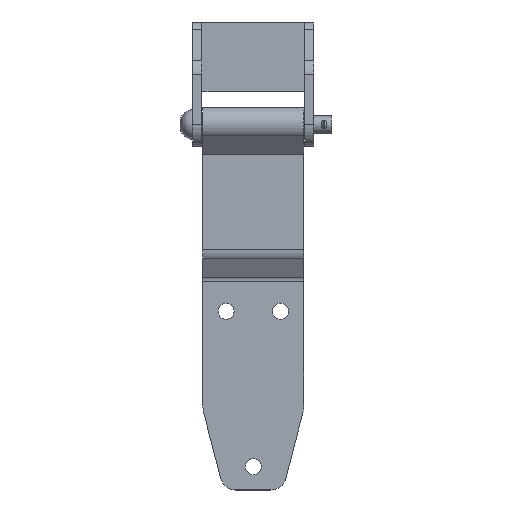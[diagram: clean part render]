
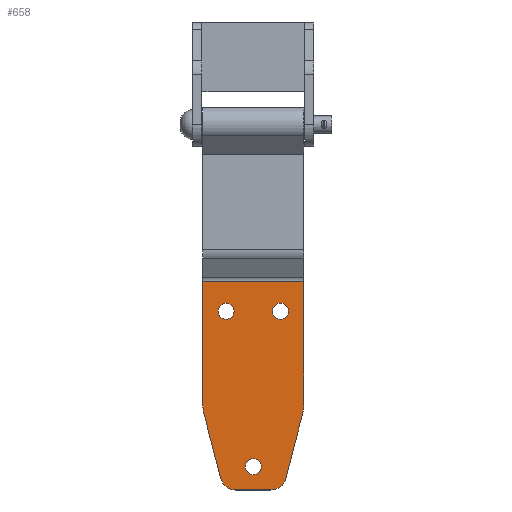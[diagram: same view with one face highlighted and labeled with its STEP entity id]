
A CAD part, top view. The second image highlights one B-rep face of the part: STEP entity #658.
In plain terms, the highlighted face is planar.
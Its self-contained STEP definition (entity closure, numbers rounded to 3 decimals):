
#140 = VERTEX_POINT ( 'NONE', #3324 ) ;
#142 = VERTEX_POINT ( 'NONE', #3323 ) ;
#370 = EDGE_CURVE ( 'NONE', #385, #383, #2751, .T. ) ;
#383 = VERTEX_POINT ( 'NONE', #2578 ) ;
#385 = VERTEX_POINT ( 'NONE', #2577 ) ;
#391 = EDGE_CURVE ( 'NONE', #392, #393, #2564, .T. ) ;
#392 = VERTEX_POINT ( 'NONE', #2560 ) ;
#393 = VERTEX_POINT ( 'NONE', #2559 ) ;
#397 = EDGE_CURVE ( 'NONE', #530, #398, #2656, .T. ) ;
#398 = VERTEX_POINT ( 'NONE', #2651 ) ;
#440 = EDGE_CURVE ( 'NONE', #392, #385, #2733, .T. ) ;
#442 = ORIENTED_EDGE ( 'NONE', *, *, #559, .F. ) ;
#443 = EDGE_LOOP ( 'NONE', ( #645, #649, #651, #652, #653, #654, #686, #498, #501, #485 ) ) ;
#484 = EDGE_CURVE ( 'NONE', #502, #500, #2863, .T. ) ;
#485 = ORIENTED_EDGE ( 'NONE', *, *, #486, .T. ) ;
#486 = EDGE_CURVE ( 'NONE', #502, #648, #2766, .T. ) ;
#498 = ORIENTED_EDGE ( 'NONE', *, *, #499, .T. ) ;
#499 = EDGE_CURVE ( 'NONE', #688, #500, #2872, .T. ) ;
#500 = VERTEX_POINT ( 'NONE', #2867 ) ;
#501 = ORIENTED_EDGE ( 'NONE', *, *, #484, .F. ) ;
#502 = VERTEX_POINT ( 'NONE', #2858 ) ;
#530 = VERTEX_POINT ( 'NONE', #2923 ) ;
#533 = VERTEX_POINT ( 'NONE', #2987 ) ;
#534 = VERTEX_POINT ( 'NONE', #2986 ) ;
#554 = EDGE_CURVE ( 'NONE', #140, #142, #2994, .T. ) ;
#559 = EDGE_CURVE ( 'NONE', #533, #534, #2969, .T. ) ;
#645 = ORIENTED_EDGE ( 'NONE', *, *, #646, .F. ) ;
#646 = EDGE_CURVE ( 'NONE', #647, #648, #3038, .T. ) ;
#647 = VERTEX_POINT ( 'NONE', #3034 ) ;
#648 = VERTEX_POINT ( 'NONE', #3033 ) ;
#649 = ORIENTED_EDGE ( 'NONE', *, *, #650, .T. ) ;
#650 = EDGE_CURVE ( 'NONE', #647, #393, #3032, .T. ) ;
#651 = ORIENTED_EDGE ( 'NONE', *, *, #391, .F. ) ;
#652 = ORIENTED_EDGE ( 'NONE', *, *, #440, .T. ) ;
#653 = ORIENTED_EDGE ( 'NONE', *, *, #370, .T. ) ;
#654 = ORIENTED_EDGE ( 'NONE', *, *, #685, .T. ) ;
#655 = VERTEX_POINT ( 'NONE', #3027 ) ;
#658 = ADVANCED_FACE ( 'NONE', ( #3022, #3021, #3020, #3019 ), #3018, .F. ) ;
#659 = EDGE_LOOP ( 'NONE', ( #660, #662 ) ) ;
#660 = ORIENTED_EDGE ( 'NONE', *, *, #661, .F. ) ;
#661 = EDGE_CURVE ( 'NONE', #398, #530, #3012, .T. ) ;
#662 = ORIENTED_EDGE ( 'NONE', *, *, #397, .F. ) ;
#663 = EDGE_LOOP ( 'NONE', ( #664, #666 ) ) ;
#664 = ORIENTED_EDGE ( 'NONE', *, *, #665, .F. ) ;
#665 = EDGE_CURVE ( 'NONE', #142, #140, #3123, .T. ) ;
#666 = ORIENTED_EDGE ( 'NONE', *, *, #554, .F. ) ;
#667 = EDGE_LOOP ( 'NONE', ( #668, #442 ) ) ;
#668 = ORIENTED_EDGE ( 'NONE', *, *, #669, .F. ) ;
#669 = EDGE_CURVE ( 'NONE', #534, #533, #3119, .T. ) ;
#685 = EDGE_CURVE ( 'NONE', #383, #655, #3165, .T. ) ;
#686 = ORIENTED_EDGE ( 'NONE', *, *, #687, .F. ) ;
#687 = EDGE_CURVE ( 'NONE', #688, #655, #3160, .T. ) ;
#688 = VERTEX_POINT ( 'NONE', #3196 ) ;
#2559 = CARTESIAN_POINT ( 'NONE',  ( 32.5, -12.5, 179.169 ) ) ;
#2560 = CARTESIAN_POINT ( 'NONE',  ( 32.5, -12.5, 100.867 ) ) ;
#2561 = DIRECTION ( 'NONE',  ( 0., 0., 1. ) ) ;
#2562 = VECTOR ( 'NONE', #2561, 1000. ) ;
#2563 = CARTESIAN_POINT ( 'NONE',  ( 32.5, -12.5, 100.867 ) ) ;
#2564 = LINE ( 'NONE', #2563, #2562 ) ;
#2577 = CARTESIAN_POINT ( 'NONE',  ( -32.5, -12.5, 100.867 ) ) ;
#2578 = CARTESIAN_POINT ( 'NONE',  ( -32.5, -12.5, 179.169 ) ) ;
#2651 = CARTESIAN_POINT ( 'NONE',  ( -17.5, -12.5, 125.15 ) ) ;
#2652 = DIRECTION ( 'NONE',  ( 0., 0., 1. ) ) ;
#2653 = DIRECTION ( 'NONE',  ( 0., 1., 0. ) ) ;
#2654 = CARTESIAN_POINT ( 'NONE',  ( -17.5, -12.5, 120. ) ) ;
#2655 = AXIS2_PLACEMENT_3D ( 'NONE', #2654, #2653, #2652 ) ;
#2656 = CIRCLE ( 'NONE', #2655, 5.15 ) ;
#2730 = DIRECTION ( 'NONE',  ( -1., 0., 0. ) ) ;
#2731 = VECTOR ( 'NONE', #2730, 1000. ) ;
#2732 = CARTESIAN_POINT ( 'NONE',  ( 32.5, -12.5, 100.867 ) ) ;
#2733 = LINE ( 'NONE', #2732, #2731 ) ;
#2748 = DIRECTION ( 'NONE',  ( 0., 0., 1. ) ) ;
#2749 = VECTOR ( 'NONE', #2748, 1000. ) ;
#2750 = CARTESIAN_POINT ( 'NONE',  ( -32.5, -12.5, 100.867 ) ) ;
#2751 = LINE ( 'NONE', #2750, #2749 ) ;
#2765 = AXIS2_PLACEMENT_3D ( 'NONE', #2896, #2895, #2894 ) ;
#2766 = CIRCLE ( 'NONE', #2765, 10. ) ;
#2768 = DIRECTION ( 'NONE',  ( -1., 0., 0. ) ) ;
#2769 = VECTOR ( 'NONE', #2768, 1000. ) ;
#2770 = CARTESIAN_POINT ( 'NONE',  ( 32.5, -12.5, 235. ) ) ;
#2858 = CARTESIAN_POINT ( 'NONE',  ( 11.265, -12.5, 235. ) ) ;
#2863 = LINE ( 'NONE', #2770, #2769 ) ;
#2867 = CARTESIAN_POINT ( 'NONE',  ( -11.265, -12.5, 235. ) ) ;
#2868 = DIRECTION ( 'NONE',  ( 0., 0., -1. ) ) ;
#2869 = DIRECTION ( 'NONE',  ( 0., 1., 0. ) ) ;
#2870 = CARTESIAN_POINT ( 'NONE',  ( -11.265, -12.5, 225. ) ) ;
#2871 = AXIS2_PLACEMENT_3D ( 'NONE', #2870, #2869, #2868 ) ;
#2872 = CIRCLE ( 'NONE', #2871, 10. ) ;
#2894 = DIRECTION ( 'NONE',  ( 0., 0., -1. ) ) ;
#2895 = DIRECTION ( 'NONE',  ( 0., 1., 0. ) ) ;
#2896 = CARTESIAN_POINT ( 'NONE',  ( 11.265, -12.5, 225. ) ) ;
#2923 = CARTESIAN_POINT ( 'NONE',  ( -17.5, -12.5, 114.85 ) ) ;
#2965 = DIRECTION ( 'NONE',  ( 0., 0., 1. ) ) ;
#2966 = DIRECTION ( 'NONE',  ( 0., 1., 0. ) ) ;
#2967 = CARTESIAN_POINT ( 'NONE',  ( 0., -12.5, 220. ) ) ;
#2968 = AXIS2_PLACEMENT_3D ( 'NONE', #2967, #2966, #2965 ) ;
#2969 = CIRCLE ( 'NONE', #2968, 5.15 ) ;
#2986 = CARTESIAN_POINT ( 'NONE',  ( 0., -12.5, 225.15 ) ) ;
#2987 = CARTESIAN_POINT ( 'NONE',  ( 0., -12.5, 214.85 ) ) ;
#2990 = DIRECTION ( 'NONE',  ( 0., 0., 1. ) ) ;
#2991 = DIRECTION ( 'NONE',  ( 0., 1., 0. ) ) ;
#2992 = CARTESIAN_POINT ( 'NONE',  ( 17.5, -12.5, 120. ) ) ;
#2993 = AXIS2_PLACEMENT_3D ( 'NONE', #2992, #2991, #2990 ) ;
#2994 = CIRCLE ( 'NONE', #2993, 5.15 ) ;
#3008 = DIRECTION ( 'NONE',  ( 0., 0., 1. ) ) ;
#3009 = DIRECTION ( 'NONE',  ( 0., 1., 0. ) ) ;
#3010 = CARTESIAN_POINT ( 'NONE',  ( -17.5, -12.5, 120. ) ) ;
#3011 = AXIS2_PLACEMENT_3D ( 'NONE', #3010, #3009, #3008 ) ;
#3012 = CIRCLE ( 'NONE', #3011, 5.15 ) ;
#3013 = CARTESIAN_POINT ( 'NONE',  ( 17.5, -12.5, 120. ) ) ;
#3014 = DIRECTION ( 'NONE',  ( 0., 0., -1. ) ) ;
#3015 = DIRECTION ( 'NONE',  ( 0., -1., 0. ) ) ;
#3016 = CARTESIAN_POINT ( 'NONE',  ( 32.5, -12.5, 100.867 ) ) ;
#3017 = AXIS2_PLACEMENT_3D ( 'NONE', #3016, #3015, #3014 ) ;
#3018 = PLANE ( 'NONE',  #3017 ) ;
#3019 = FACE_OUTER_BOUND ( 'NONE', #443, .T. ) ;
#3020 = FACE_BOUND ( 'NONE', #667, .T. ) ;
#3021 = FACE_BOUND ( 'NONE', #663, .T. ) ;
#3022 = FACE_BOUND ( 'NONE', #659, .T. ) ;
#3027 = CARTESIAN_POINT ( 'NONE',  ( -31.537, -12.5, 186.708 ) ) ;
#3028 = DIRECTION ( 'NONE',  ( 0., 0., -1. ) ) ;
#3029 = DIRECTION ( 'NONE',  ( 0., 1., 0. ) ) ;
#3030 = CARTESIAN_POINT ( 'NONE',  ( 2.5, -12.5, 179.169 ) ) ;
#3031 = AXIS2_PLACEMENT_3D ( 'NONE', #3030, #3029, #3028 ) ;
#3032 = CIRCLE ( 'NONE', #3031, 30. ) ;
#3033 = CARTESIAN_POINT ( 'NONE',  ( 20.944, -12.5, 227.513 ) ) ;
#3034 = CARTESIAN_POINT ( 'NONE',  ( 31.537, -12.5, 186.708 ) ) ;
#3035 = DIRECTION ( 'NONE',  ( -0.251, 0., 0.968 ) ) ;
#3036 = VECTOR ( 'NONE', #3035, 1000. ) ;
#3037 = CARTESIAN_POINT ( 'NONE',  ( 32.5, -12.5, 183. ) ) ;
#3038 = LINE ( 'NONE', #3037, #3036 ) ;
#3115 = DIRECTION ( 'NONE',  ( 0., 0., 1. ) ) ;
#3116 = DIRECTION ( 'NONE',  ( 0., 1., 0. ) ) ;
#3117 = CARTESIAN_POINT ( 'NONE',  ( 0., -12.5, 220. ) ) ;
#3118 = AXIS2_PLACEMENT_3D ( 'NONE', #3117, #3116, #3115 ) ;
#3119 = CIRCLE ( 'NONE', #3118, 5.15 ) ;
#3120 = DIRECTION ( 'NONE',  ( 0., 0., 1. ) ) ;
#3121 = DIRECTION ( 'NONE',  ( 0., 1., 0. ) ) ;
#3122 = AXIS2_PLACEMENT_3D ( 'NONE', #3013, #3121, #3120 ) ;
#3123 = CIRCLE ( 'NONE', #3122, 5.15 ) ;
#3157 = DIRECTION ( 'NONE',  ( -0.251, 0., -0.968 ) ) ;
#3158 = VECTOR ( 'NONE', #3157, 1000. ) ;
#3159 = CARTESIAN_POINT ( 'NONE',  ( -32.5, -12.5, 183. ) ) ;
#3160 = LINE ( 'NONE', #3159, #3158 ) ;
#3161 = DIRECTION ( 'NONE',  ( 0., 0., -1. ) ) ;
#3162 = DIRECTION ( 'NONE',  ( 0., 1., 0. ) ) ;
#3163 = CARTESIAN_POINT ( 'NONE',  ( -2.5, -12.5, 179.169 ) ) ;
#3164 = AXIS2_PLACEMENT_3D ( 'NONE', #3163, #3162, #3161 ) ;
#3165 = CIRCLE ( 'NONE', #3164, 30. ) ;
#3196 = CARTESIAN_POINT ( 'NONE',  ( -20.944, -12.5, 227.513 ) ) ;
#3323 = CARTESIAN_POINT ( 'NONE',  ( 17.5, -12.5, 125.15 ) ) ;
#3324 = CARTESIAN_POINT ( 'NONE',  ( 17.5, -12.5, 114.85 ) ) ;
